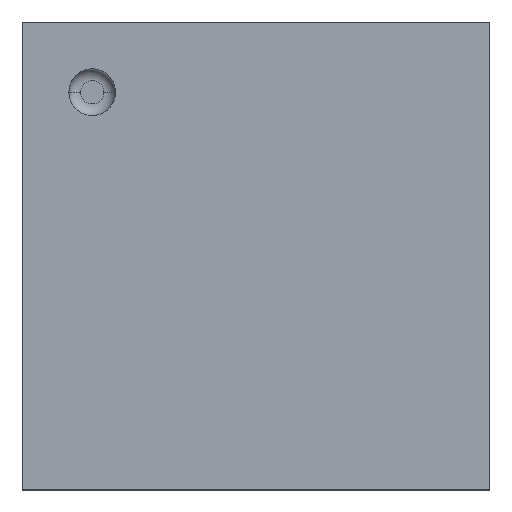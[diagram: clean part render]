
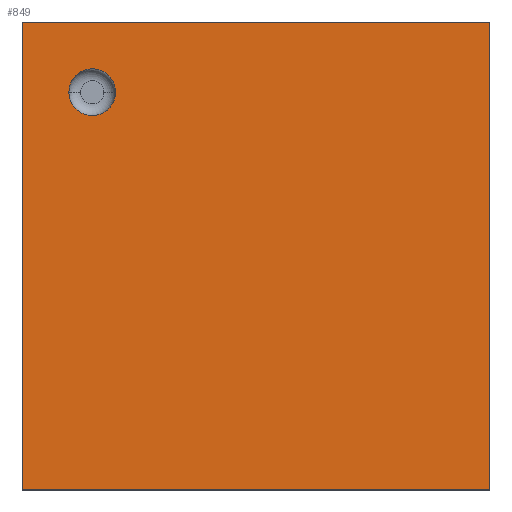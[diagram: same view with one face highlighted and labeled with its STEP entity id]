
A CAD part, top view. The second image highlights one B-rep face of the part: STEP entity #849.
In plain terms, the highlighted planar face has unit normal (0, 0, 1).
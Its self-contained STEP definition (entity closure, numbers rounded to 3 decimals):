
#24 = VERTEX_POINT('',#25);
#25 = CARTESIAN_POINT('',(-0.6,0.7,0.493));
#32 = EDGE_CURVE('',#33,#24,#35,.T.);
#33 = VERTEX_POINT('',#34);
#34 = CARTESIAN_POINT('',(-0.8,0.7,0.493));
#35 = CIRCLE('',#36,0.1);
#36 = AXIS2_PLACEMENT_3D('',#37,#38,#39);
#37 = CARTESIAN_POINT('',(-0.7,0.7,0.493));
#38 = DIRECTION('',(0.,0.,1.));
#39 = DIRECTION('',(1.,0.,0.));
#759 = VERTEX_POINT('',#760);
#760 = CARTESIAN_POINT('',(-1.,-1.,0.493));
#766 = EDGE_CURVE('',#767,#759,#769,.T.);
#767 = VERTEX_POINT('',#768);
#768 = CARTESIAN_POINT('',(-1.,1.,0.493));
#769 = LINE('',#770,#771);
#770 = CARTESIAN_POINT('',(-1.,1.,0.493));
#771 = VECTOR('',#772,1.);
#772 = DIRECTION('',(0.,-1.,0.));
#790 = VERTEX_POINT('',#791);
#791 = CARTESIAN_POINT('',(1.,-1.,0.493));
#797 = EDGE_CURVE('',#759,#790,#798,.T.);
#798 = LINE('',#799,#800);
#799 = CARTESIAN_POINT('',(1.,-1.,0.493));
#800 = VECTOR('',#801,1.);
#801 = DIRECTION('',(1.,0.,0.));
#814 = VERTEX_POINT('',#815);
#815 = CARTESIAN_POINT('',(1.,1.,0.493));
#821 = EDGE_CURVE('',#790,#814,#822,.T.);
#822 = LINE('',#823,#824);
#823 = CARTESIAN_POINT('',(1.,1.,0.493));
#824 = VECTOR('',#825,1.);
#825 = DIRECTION('',(0.,1.,0.));
#838 = EDGE_CURVE('',#814,#767,#839,.T.);
#839 = LINE('',#840,#841);
#840 = CARTESIAN_POINT('',(1.,1.,0.493));
#841 = VECTOR('',#842,1.);
#842 = DIRECTION('',(-1.,0.,0.));
#849 = ADVANCED_FACE('',(#850,#860),#866,.F.);
#850 = FACE_BOUND('',#851,.T.);
#851 = EDGE_LOOP('',(#852,#859));
#852 = ORIENTED_EDGE('',*,*,#853,.F.);
#853 = EDGE_CURVE('',#24,#33,#854,.T.);
#854 = CIRCLE('',#855,0.1);
#855 = AXIS2_PLACEMENT_3D('',#856,#857,#858);
#856 = CARTESIAN_POINT('',(-0.7,0.7,0.493));
#857 = DIRECTION('',(0.,0.,1.));
#858 = DIRECTION('',(1.,0.,0.));
#859 = ORIENTED_EDGE('',*,*,#32,.F.);
#860 = FACE_BOUND('',#861,.T.);
#861 = EDGE_LOOP('',(#862,#863,#864,#865));
#862 = ORIENTED_EDGE('',*,*,#766,.T.);
#863 = ORIENTED_EDGE('',*,*,#797,.T.);
#864 = ORIENTED_EDGE('',*,*,#821,.T.);
#865 = ORIENTED_EDGE('',*,*,#838,.T.);
#866 = PLANE('',#867);
#867 = AXIS2_PLACEMENT_3D('',#868,#869,#870);
#868 = CARTESIAN_POINT('',(0.,0.,0.493));
#869 = DIRECTION('',(0.,0.,-1.));
#870 = DIRECTION('',(-1.,0.,0.));
